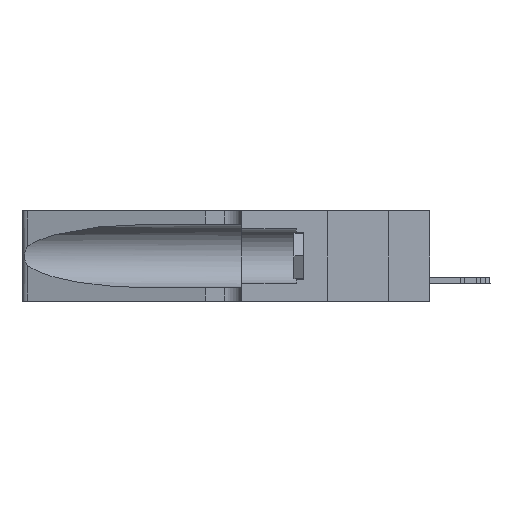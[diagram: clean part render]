
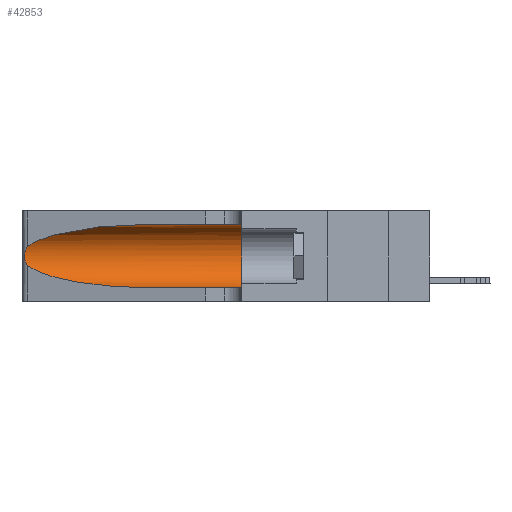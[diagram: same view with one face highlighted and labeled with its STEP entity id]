
A CAD part, left-side view. The second image highlights one B-rep face of the part: STEP entity #42853.
In plain terms, the highlighted cylindrical face has radius 3.308 mm (diameter 6.617 mm), a partial arc.
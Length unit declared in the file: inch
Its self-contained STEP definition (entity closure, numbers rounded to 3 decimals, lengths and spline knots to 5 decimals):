
#533 = VERTEX_POINT ( 'NONE', #33000 ) ;
#981 = CARTESIAN_POINT ( 'NONE',  ( 0.1305, 0.35, 0.185 ) ) ;
#993 = CARTESIAN_POINT ( 'NONE',  ( 0.26018, 1.23835, 0.19895 ) ) ;
#1166 = CARTESIAN_POINT ( 'NONE',  ( 0.25856, 1.23593, 0.16098 ) ) ;
#2969 = CIRCLE ( 'NONE', #15691, 0.13025 ) ;
#3443 = ORIENTED_EDGE ( 'NONE', *, *, #17890, .T. ) ;
#3521 = DIRECTION ( 'NONE',  ( 0., -1., 0. ) ) ;
#3640 = CARTESIAN_POINT ( 'NONE',  ( 0.1305, 1.61858, 0.05475 ) ) ;
#4732 = DIRECTION ( 'NONE',  ( 0., 1., 0. ) ) ;
#5254 = EDGE_CURVE ( 'NONE', #15437, #36447, #8232, .T. ) ;
#8232 = LINE ( 'NONE', #35975, #42715 ) ;
#9452 = CARTESIAN_POINT ( 'NONE',  ( 0.25487, 1.22718, 0.14631 ) ) ;
#11918 = CARTESIAN_POINT ( 'NONE',  ( 0.25639, 1.23184, 0.21858 ) ) ;
#13108 = CARTESIAN_POINT ( 'NONE',  ( 0.25789, 1.23486, 0.15765 ) ) ;
#13443 =( BOUNDED_CURVE ( )  B_SPLINE_CURVE ( 3, ( #25185, #25036, #43279, #39959 ),
 .UNSPECIFIED., .F., .F. ) 
 B_SPLINE_CURVE_WITH_KNOTS ( ( 4, 4 ),
 ( 3.44316, 4.71239 ),
 .UNSPECIFIED. ) 
 CURVE ( )  GEOMETRIC_REPRESENTATION_ITEM ( )  RATIONAL_B_SPLINE_CURVE ( ( 1., 0.87, 0.87, 1. ) ) 
 REPRESENTATION_ITEM ( '' )  );
#14042 =( BOUNDED_CURVE ( )  B_SPLINE_CURVE ( 3, ( #25257, #36339, #41904, #23810 ),
 .UNSPECIFIED., .F., .F. ) 
 B_SPLINE_CURVE_WITH_KNOTS ( ( 4, 4 ),
 ( 1.5708, 2.84003 ),
 .UNSPECIFIED. ) 
 CURVE ( )  GEOMETRIC_REPRESENTATION_ITEM ( )  RATIONAL_B_SPLINE_CURVE ( ( 1., 0.87, 0.87, 1. ) ) 
 REPRESENTATION_ITEM ( '' )  );
#14151 = VERTEX_POINT ( 'NONE', #32781 ) ;
#14933 = CARTESIAN_POINT ( 'NONE',  ( 0.25487, 1.22718, 0.14631 ) ) ;
#15258 = AXIS2_PLACEMENT_3D ( 'NONE', #43953, #24433, #47146 ) ;
#15437 = VERTEX_POINT ( 'NONE', #29021 ) ;
#15691 = AXIS2_PLACEMENT_3D ( 'NONE', #981, #4732, #26358 ) ;
#15757 = CARTESIAN_POINT ( 'NONE',  ( 0.26075, 1.23896, 0.178 ) ) ;
#16102 = CARTESIAN_POINT ( 'NONE',  ( 0.25555, 1.22993, 0.14849 ) ) ;
#16105 = CARTESIAN_POINT ( 'NONE',  ( 0.25639, 1.23186, 0.15144 ) ) ;
#17890 = EDGE_CURVE ( 'NONE', #35617, #31925, #21962, .T. ) ;
#17897 = EDGE_CURVE ( 'NONE', #533, #14151, #27630, .T. ) ;
#18434 = ORIENTED_EDGE ( 'NONE', *, *, #36557, .F. ) ;
#19011 = EDGE_CURVE ( 'NONE', #31925, #533, #13443, .T. ) ;
#21476 = DIRECTION ( 'NONE',  ( 0., -1., 0. ) ) ;
#21962 = B_SPLINE_CURVE_WITH_KNOTS ( 'NONE', 3,
 ( #23360, #44945, #11918, #37646, #22997, #993, #37797, #15757, #23186, #1166, #13108, #16105, #16102, #9452 ),
 .UNSPECIFIED., .F., .F.,
 ( 4, 2, 2, 2, 2, 2, 4 ),
 ( 0., 0.00027, 0.00053, 0.00107, 0.0016, 0.00187, 0.00214 ),
 .UNSPECIFIED. ) ;
#22460 = EDGE_LOOP ( 'NONE', ( #27149, #3443, #22909, #45412, #18434, #29533 ) ) ;
#22909 = ORIENTED_EDGE ( 'NONE', *, *, #19011, .T. ) ;
#22997 = CARTESIAN_POINT ( 'NONE',  ( 0.25854, 1.2359, 0.20912 ) ) ;
#23186 = CARTESIAN_POINT ( 'NONE',  ( 0.26017, 1.23833, 0.17102 ) ) ;
#23360 = CARTESIAN_POINT ( 'NONE',  ( 0.25487, 1.22718, 0.22369 ) ) ;
#23810 = CARTESIAN_POINT ( 'NONE',  ( 0.25487, 1.22718, 0.22369 ) ) ;
#24433 = DIRECTION ( 'NONE',  ( 0., -1., 0. ) ) ;
#25036 = CARTESIAN_POINT ( 'NONE',  ( 0.2373, 1.15595, 0.08982 ) ) ;
#25185 = CARTESIAN_POINT ( 'NONE',  ( 0.25487, 1.22718, 0.14631 ) ) ;
#25257 = CARTESIAN_POINT ( 'NONE',  ( 0.1305, 0.72297, 0.31525 ) ) ;
#25363 = VECTOR ( 'NONE', #21476, 39.37008 ) ;
#26358 = DIRECTION ( 'NONE',  ( 0., 0., 1. ) ) ;
#27149 = ORIENTED_EDGE ( 'NONE', *, *, #41820, .T. ) ;
#27630 = LINE ( 'NONE', #3640, #25363 ) ;
#28590 = CARTESIAN_POINT ( 'NONE',  ( 0.1305, 0.35, 0.31525 ) ) ;
#29021 = CARTESIAN_POINT ( 'NONE',  ( 0.1305, 0.72297, 0.31525 ) ) ;
#29533 = ORIENTED_EDGE ( 'NONE', *, *, #5254, .F. ) ;
#31925 = VERTEX_POINT ( 'NONE', #14933 ) ;
#32781 = CARTESIAN_POINT ( 'NONE',  ( 0.1305, 0.35, 0.05475 ) ) ;
#33000 = CARTESIAN_POINT ( 'NONE',  ( 0.1305, 0.72297, 0.05475 ) ) ;
#35617 = VERTEX_POINT ( 'NONE', #45363 ) ;
#35975 = CARTESIAN_POINT ( 'NONE',  ( 0.1305, 1.61858, 0.31525 ) ) ;
#36339 = CARTESIAN_POINT ( 'NONE',  ( 0.18966, 0.96281, 0.31525 ) ) ;
#36447 = VERTEX_POINT ( 'NONE', #28590 ) ;
#36557 = EDGE_CURVE ( 'NONE', #36447, #14151, #2969, .T. ) ;
#37567 = CYLINDRICAL_SURFACE ( 'NONE', #15258, 0.13025 ) ;
#37603 = FACE_OUTER_BOUND ( 'NONE', #22460, .T. ) ;
#37646 = CARTESIAN_POINT ( 'NONE',  ( 0.25787, 1.23484, 0.2124 ) ) ;
#37797 = CARTESIAN_POINT ( 'NONE',  ( 0.26075, 1.23896, 0.19203 ) ) ;
#39959 = CARTESIAN_POINT ( 'NONE',  ( 0.1305, 0.72297, 0.05475 ) ) ;
#41820 = EDGE_CURVE ( 'NONE', #15437, #35617, #14042, .T. ) ;
#41904 = CARTESIAN_POINT ( 'NONE',  ( 0.2373, 1.15595, 0.28018 ) ) ;
#42715 = VECTOR ( 'NONE', #3521, 39.37008 ) ;
#42853 = ADVANCED_FACE ( 'NONE', ( #37603 ), #37567, .F. ) ;
#43279 = CARTESIAN_POINT ( 'NONE',  ( 0.18966, 0.96281, 0.05475 ) ) ;
#43953 = CARTESIAN_POINT ( 'NONE',  ( 0.1305, 1.61858, 0.185 ) ) ;
#44945 = CARTESIAN_POINT ( 'NONE',  ( 0.25555, 1.22994, 0.2215 ) ) ;
#45363 = CARTESIAN_POINT ( 'NONE',  ( 0.25487, 1.22718, 0.22369 ) ) ;
#45412 = ORIENTED_EDGE ( 'NONE', *, *, #17897, .T. ) ;
#47146 = DIRECTION ( 'NONE',  ( 0., 0., -1. ) ) ;
